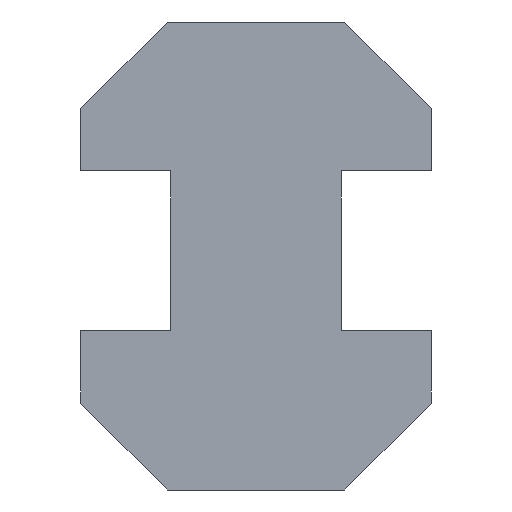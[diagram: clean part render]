
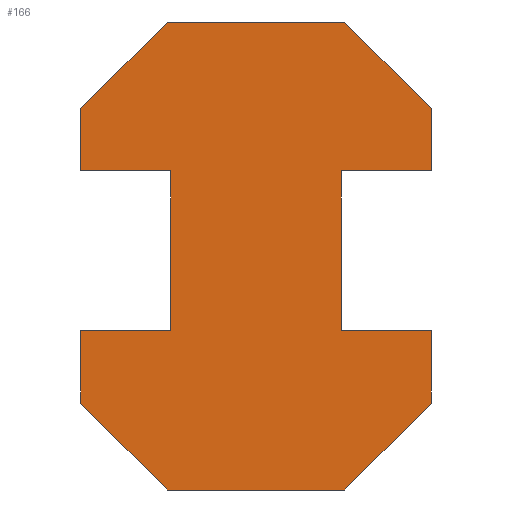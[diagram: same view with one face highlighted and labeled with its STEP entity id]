
A CAD part, left-side view. The second image highlights one B-rep face of the part: STEP entity #166.
In plain terms, the highlighted planar face has unit normal (-1, 0, 0).
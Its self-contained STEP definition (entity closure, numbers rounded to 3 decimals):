
#7 = CARTESIAN_POINT ( 'NONE',  ( -50., 8.25, 15. ) ) ;
#8 = DIRECTION ( 'NONE',  ( 0., -0.707, -0.707 ) ) ;
#10 = CARTESIAN_POINT ( 'NONE',  ( -50., 8.25, 4.085 ) ) ;
#12 = DIRECTION ( 'NONE',  ( 0., 0.707, -0.707 ) ) ;
#13 = DIRECTION ( 'NONE',  ( 0., -1., 0. ) ) ;
#14 = CARTESIAN_POINT ( 'NONE',  ( -50., -8.25, 17.915 ) ) ;
#15 = DIRECTION ( 'NONE',  ( 0., 0., 1. ) ) ;
#17 = DIRECTION ( 'NONE',  ( 0., -1., 0. ) ) ;
#19 = CARTESIAN_POINT ( 'NONE',  ( -50., 4., 7.5 ) ) ;
#20 = CARTESIAN_POINT ( 'NONE',  ( -50., -8.25, 4.085 ) ) ;
#22 = CARTESIAN_POINT ( 'NONE',  ( -50., 4., 15. ) ) ;
#23 = DIRECTION ( 'NONE',  ( 0., 0., -1. ) ) ;
#24 = CARTESIAN_POINT ( 'NONE',  ( -50., -4.165, 0. ) ) ;
#29 = DIRECTION ( 'NONE',  ( 0., 0., -1. ) ) ;
#31 = DIRECTION ( 'NONE',  ( 0., 1., 0. ) ) ;
#33 = CARTESIAN_POINT ( 'NONE',  ( -50., 4.165, 0. ) ) ;
#37 = CARTESIAN_POINT ( 'NONE',  ( -50., -8.25, 15. ) ) ;
#39 = DIRECTION ( 'NONE',  ( 0., 0.707, 0.707 ) ) ;
#41 = DIRECTION ( 'NONE',  ( 0., 0., 1. ) ) ;
#42 = CARTESIAN_POINT ( 'NONE',  ( -50., 8.25, 7.5 ) ) ;
#44 = CARTESIAN_POINT ( 'NONE',  ( -50., -8.25, 7.5 ) ) ;
#73 = CARTESIAN_POINT ( 'NONE',  ( -50., -8.25, 4.085 ) ) ;
#77 = CARTESIAN_POINT ( 'NONE',  ( -50., 8.25, 15. ) ) ;
#79 = CARTESIAN_POINT ( 'NONE',  ( -50., -4.165, 22. ) ) ;
#80 = CARTESIAN_POINT ( 'NONE',  ( -50., 8.25, 17.915 ) ) ;
#85 = CARTESIAN_POINT ( 'NONE',  ( -50., -4., 7.5 ) ) ;
#86 = CARTESIAN_POINT ( 'NONE',  ( -50., 4.165, 0. ) ) ;
#87 = CARTESIAN_POINT ( 'NONE',  ( -50., -8.25, 7.5 ) ) ;
#89 = CARTESIAN_POINT ( 'NONE',  ( -50., -8.25, 15. ) ) ;
#91 = CARTESIAN_POINT ( 'NONE',  ( -50., 4., 7.5 ) ) ;
#92 = CARTESIAN_POINT ( 'NONE',  ( -50., -4., 15. ) ) ;
#96 = CARTESIAN_POINT ( 'NONE',  ( -50., 4., 15. ) ) ;
#98 = CARTESIAN_POINT ( 'NONE',  ( -50., 4.165, 22. ) ) ;
#99 = CARTESIAN_POINT ( 'NONE',  ( -50., -4.165, 0. ) ) ;
#100 = CARTESIAN_POINT ( 'NONE',  ( -50., 8.25, 7.5 ) ) ;
#113 = DIRECTION ( 'NONE',  ( 0., 0., 1. ) ) ;
#114 = CARTESIAN_POINT ( 'NONE',  ( -50., 8.25, 17.915 ) ) ;
#139 = DIRECTION ( 'NONE',  ( 0., 0., -1. ) ) ;
#140 = CARTESIAN_POINT ( 'NONE',  ( -50., -8.25, 17.915 ) ) ;
#141 = CARTESIAN_POINT ( 'NONE',  ( -50., -4., 7.5 ) ) ;
#143 = DIRECTION ( 'NONE',  ( 0., 1., 0. ) ) ;
#144 = CARTESIAN_POINT ( 'NONE',  ( -50., 8.25, 4.085 ) ) ;
#145 = CARTESIAN_POINT ( 'NONE',  ( -50., -4., 15. ) ) ;
#146 = DIRECTION ( 'NONE',  ( 0., 1., 0. ) ) ;
#147 = DIRECTION ( 'NONE',  ( 0., -0.707, 0.707 ) ) ;
#149 = CARTESIAN_POINT ( 'NONE',  ( -50., 4.165, 22. ) ) ;
#166 = ADVANCED_FACE ( 'NONE', ( #444 ), #613, .F. ) ;
#187 = EDGE_CURVE ( 'NONE', #323, #435, #286, .T. ) ;
#188 = EDGE_CURVE ( 'NONE', #377, #322, #302, .T. ) ;
#193 = EDGE_CURVE ( 'NONE', #388, #377, #282, .T. ) ;
#201 = EDGE_CURVE ( 'NONE', #339, #388, #269, .T. ) ;
#222 = AXIS2_PLACEMENT_3D ( 'NONE', #610, #583, #568 ) ;
#225 = EDGE_CURVE ( 'NONE', #381, #436, #446, .T. ) ;
#226 = EDGE_CURVE ( 'NONE', #378, #337, #554, .T. ) ;
#227 = EDGE_CURVE ( 'NONE', #322, #378, #552, .T. ) ;
#228 = EDGE_CURVE ( 'NONE', #419, #381, #557, .T. ) ;
#229 = EDGE_CURVE ( 'NONE', #436, #339, #550, .T. ) ;
#230 = EDGE_CURVE ( 'NONE', #267, #393, #548, .T. ) ;
#231 = EDGE_CURVE ( 'NONE', #435, #267, #546, .T. ) ;
#238 = EDGE_CURVE ( 'NONE', #428, #323, #529, .T. ) ;
#239 = EDGE_CURVE ( 'NONE', #337, #425, #536, .T. ) ;
#240 = EDGE_CURVE ( 'NONE', #393, #375, #525, .T. ) ;
#242 = EDGE_CURVE ( 'NONE', #375, #419, #521, .T. ) ;
#255 = EDGE_CURVE ( 'NONE', #425, #428, #495, .T. ) ;
#266 = VECTOR ( 'NONE', #31, 1000. ) ;
#267 = VERTEX_POINT ( 'NONE', #140 ) ;
#269 = LINE ( 'NONE', #33, #266 ) ;
#270 = ORIENTED_EDGE ( 'NONE', *, *, #238, .F. ) ;
#273 = VECTOR ( 'NONE', #39, 1000. ) ;
#277 = VECTOR ( 'NONE', #41, 1000. ) ;
#281 = VECTOR ( 'NONE', #595, 1000. ) ;
#282 = LINE ( 'NONE', #10, #273 ) ;
#286 = LINE ( 'NONE', #593, #281 ) ;
#302 = LINE ( 'NONE', #42, #277 ) ;
#307 = EDGE_LOOP ( 'NONE', ( #426, #442, #415, #445, #361, #416, #270, #385, #401, #346, #433, #420, #376, #359, #430, #422 ) ) ;
#322 = VERTEX_POINT ( 'NONE', #100 ) ;
#323 = VERTEX_POINT ( 'NONE', #98 ) ;
#337 = VERTEX_POINT ( 'NONE', #96 ) ;
#339 = VERTEX_POINT ( 'NONE', #99 ) ;
#346 = ORIENTED_EDGE ( 'NONE', *, *, #226, .F. ) ;
#359 = ORIENTED_EDGE ( 'NONE', *, *, #201, .F. ) ;
#361 = ORIENTED_EDGE ( 'NONE', *, *, #231, .F. ) ;
#375 = VERTEX_POINT ( 'NONE', #92 ) ;
#376 = ORIENTED_EDGE ( 'NONE', *, *, #193, .F. ) ;
#377 = VERTEX_POINT ( 'NONE', #144 ) ;
#378 = VERTEX_POINT ( 'NONE', #91 ) ;
#381 = VERTEX_POINT ( 'NONE', #87 ) ;
#385 = ORIENTED_EDGE ( 'NONE', *, *, #255, .F. ) ;
#388 = VERTEX_POINT ( 'NONE', #86 ) ;
#393 = VERTEX_POINT ( 'NONE', #89 ) ;
#401 = ORIENTED_EDGE ( 'NONE', *, *, #239, .F. ) ;
#415 = ORIENTED_EDGE ( 'NONE', *, *, #240, .F. ) ;
#416 = ORIENTED_EDGE ( 'NONE', *, *, #187, .F. ) ;
#419 = VERTEX_POINT ( 'NONE', #85 ) ;
#420 = ORIENTED_EDGE ( 'NONE', *, *, #188, .F. ) ;
#422 = ORIENTED_EDGE ( 'NONE', *, *, #225, .F. ) ;
#425 = VERTEX_POINT ( 'NONE', #77 ) ;
#426 = ORIENTED_EDGE ( 'NONE', *, *, #228, .F. ) ;
#428 = VERTEX_POINT ( 'NONE', #80 ) ;
#430 = ORIENTED_EDGE ( 'NONE', *, *, #229, .F. ) ;
#433 = ORIENTED_EDGE ( 'NONE', *, *, #227, .F. ) ;
#435 = VERTEX_POINT ( 'NONE', #79 ) ;
#436 = VERTEX_POINT ( 'NONE', #73 ) ;
#442 = ORIENTED_EDGE ( 'NONE', *, *, #242, .F. ) ;
#444 = FACE_OUTER_BOUND ( 'NONE', #307, .T. ) ;
#445 = ORIENTED_EDGE ( 'NONE', *, *, #230, .F. ) ;
#446 = LINE ( 'NONE', #20, #553 ) ;
#492 = VECTOR ( 'NONE', #113, 1000. ) ;
#495 = LINE ( 'NONE', #114, #492 ) ;
#519 = VECTOR ( 'NONE', #139, 1000. ) ;
#521 = LINE ( 'NONE', #141, #519 ) ;
#522 = VECTOR ( 'NONE', #143, 1000. ) ;
#524 = VECTOR ( 'NONE', #146, 1000. ) ;
#525 = LINE ( 'NONE', #145, #522 ) ;
#526 = VECTOR ( 'NONE', #147, 1000. ) ;
#529 = LINE ( 'NONE', #149, #526 ) ;
#536 = LINE ( 'NONE', #7, #524 ) ;
#541 = VECTOR ( 'NONE', #8, 1000. ) ;
#543 = VECTOR ( 'NONE', #29, 1000. ) ;
#545 = VECTOR ( 'NONE', #12, 1000. ) ;
#546 = LINE ( 'NONE', #14, #541 ) ;
#547 = VECTOR ( 'NONE', #13, 1000. ) ;
#548 = LINE ( 'NONE', #37, #543 ) ;
#549 = VECTOR ( 'NONE', #17, 1000. ) ;
#550 = LINE ( 'NONE', #24, #545 ) ;
#551 = VECTOR ( 'NONE', #15, 1000. ) ;
#552 = LINE ( 'NONE', #19, #549 ) ;
#553 = VECTOR ( 'NONE', #23, 1000. ) ;
#554 = LINE ( 'NONE', #22, #551 ) ;
#557 = LINE ( 'NONE', #44, #547 ) ;
#568 = DIRECTION ( 'NONE',  ( 0., 0., -1. ) ) ;
#583 = DIRECTION ( 'NONE',  ( 1., 0., 0. ) ) ;
#593 = CARTESIAN_POINT ( 'NONE',  ( -50., -4.165, 22. ) ) ;
#595 = DIRECTION ( 'NONE',  ( 0., -1., 0. ) ) ;
#610 = CARTESIAN_POINT ( 'NONE',  ( -50., 0., 0. ) ) ;
#613 = PLANE ( 'NONE',  #222 ) ;
